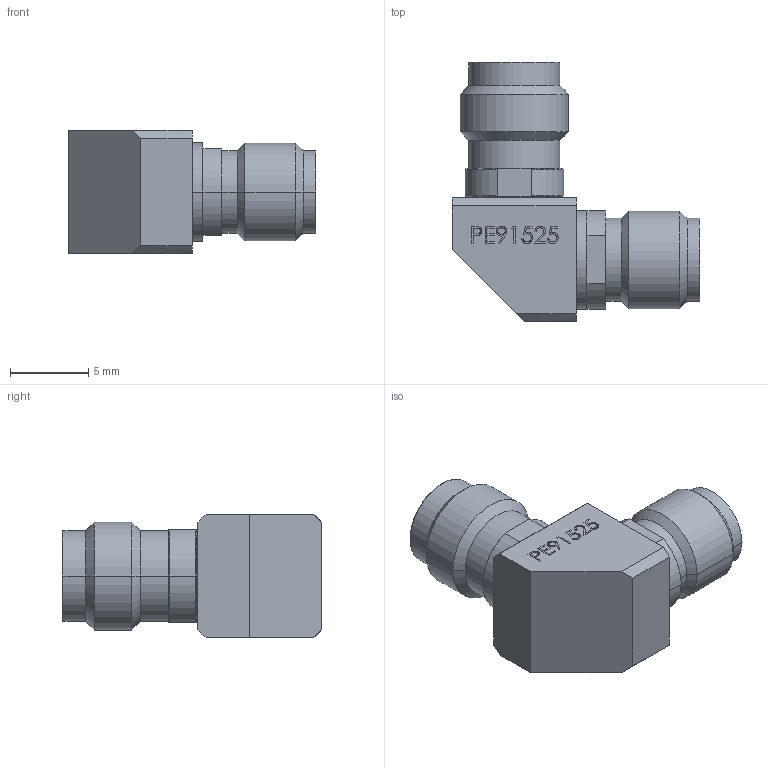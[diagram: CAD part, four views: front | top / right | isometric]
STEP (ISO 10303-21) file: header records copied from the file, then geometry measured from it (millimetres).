
FILE_DESCRIPTION (( 'STEP AP203' ), '1' );
FILE_NAME ('PE91525.STEP', '2021-05-05T11:25:35', ( '' ), ( '' ), 'SwSTEP 2.0', 'SolidWorks 2020', '' );
FILE_SCHEMA (( 'CONFIG_CONTROL_DESIGN' ));
Length unit declared in the file: inch
Products named in the file (6): als-k8-248.stp; ALS-K8-248-1.stp; Part10^PE91525; ALS-K3K8-4.stp; ALS-K3K8-3.stp; PE91525
Assembly tree (5 placements, depth 3):
  PE91525
    als-k8-248.stp
      ALS-K3K8-3.stp
      ALS-K3K8-4.stp
      ALS-K8-248-1.stp
    Part10^PE91525
Bounding box: 15.8 x 16.6 x 7.92 mm (x, y, z)
Volume: 927.7 mm3; surface area: 871.2 mm2
Topology: 10 solids, 10 shells, 177 faces, 423 edges, 272 vertices
Faces by surface type: plane 82, bspline 37, cylinder 34, cone 22, torus 2
Entity records: 7843 total; most frequent: CARTESIAN_POINT 3300, ORIENTED_EDGE 846, DIRECTION 719, EDGE_CURVE 423, VERTEX_POINT 272, VECTOR 257, LINE 257, AXIS2_PLACEMENT_3D 231
